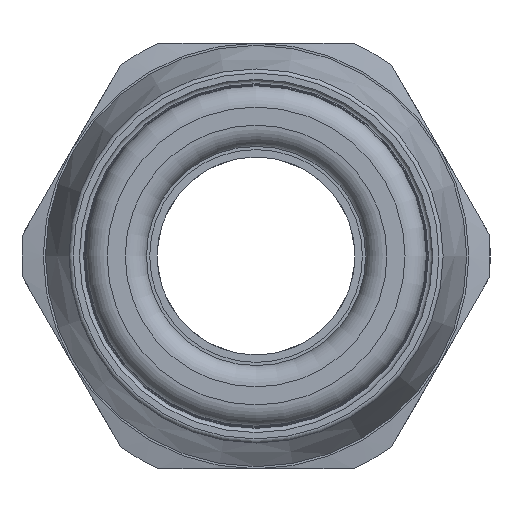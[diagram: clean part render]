
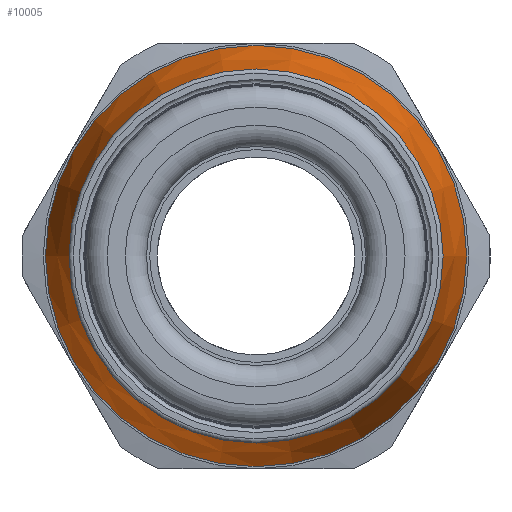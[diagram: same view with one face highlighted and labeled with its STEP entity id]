
A CAD part, left-side view. The second image highlights one B-rep face of the part: STEP entity #10005.
In plain terms, the highlighted conical face has half-angle 15 degrees and reference radius 9.345 mm.
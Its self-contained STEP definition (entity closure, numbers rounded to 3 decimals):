
#1803=CONICAL_SURFACE('',#11135,9.345,15.);
#2315=FACE_BOUND('',#3551,.T.);
#2881=FACE_OUTER_BOUND('',#3550,.T.);
#3550=EDGE_LOOP('',(#9125));
#3551=EDGE_LOOP('',(#9126));
#4166=CIRCLE('',#11134,8.79);
#4167=CIRCLE('',#11136,9.9);
#5115=VERTEX_POINT('',#17881);
#5116=VERTEX_POINT('',#17884);
#6503=EDGE_CURVE('',#5115,#5115,#4166,.T.);
#6504=EDGE_CURVE('',#5116,#5116,#4167,.T.);
#9125=ORIENTED_EDGE('',*,*,#6504,.F.);
#9126=ORIENTED_EDGE('',*,*,#6503,.T.);
#10005=ADVANCED_FACE('',(#2881,#2315),#1803,.T.);
#11134=AXIS2_PLACEMENT_3D('',#17882,#14002,#14003);
#11135=AXIS2_PLACEMENT_3D('',#17883,#14004,#14005);
#11136=AXIS2_PLACEMENT_3D('',#17885,#14006,#14007);
#14002=DIRECTION('center_axis',(1.,0.,0.));
#14003=DIRECTION('ref_axis',(0.,0.,-1.));
#14004=DIRECTION('center_axis',(1.,0.,0.));
#14005=DIRECTION('ref_axis',(0.,1.,0.));
#14006=DIRECTION('center_axis',(1.,0.,0.));
#14007=DIRECTION('ref_axis',(0.,0.,-1.));
#17881=CARTESIAN_POINT('',(7.148,8.79,0.));
#17882=CARTESIAN_POINT('Origin',(7.148,0.,0.));
#17883=CARTESIAN_POINT('Origin',(9.219,0.,0.));
#17884=CARTESIAN_POINT('',(11.29,9.9,0.));
#17885=CARTESIAN_POINT('Origin',(11.29,0.,0.));
